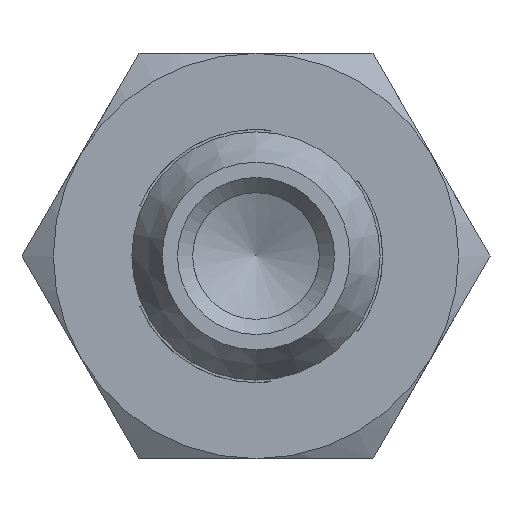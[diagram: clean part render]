
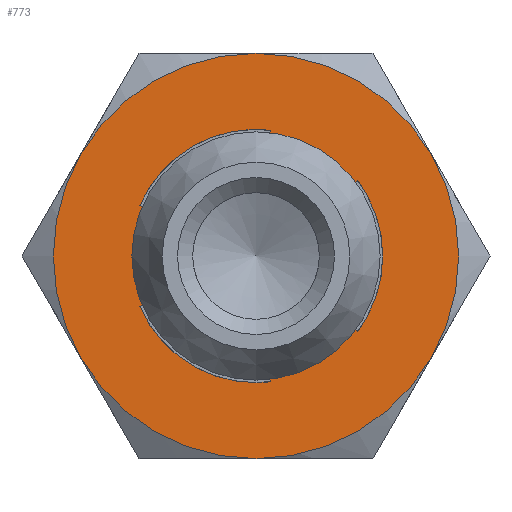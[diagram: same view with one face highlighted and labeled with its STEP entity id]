
A CAD part, front view. The second image highlights one B-rep face of the part: STEP entity #773.
In plain terms, the highlighted planar face has unit normal (0, -1, 0).
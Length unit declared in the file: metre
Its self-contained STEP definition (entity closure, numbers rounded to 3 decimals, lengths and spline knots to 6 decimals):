
#70=CIRCLE('',#828,0.00215);
#71=CIRCLE('',#830,0.00215);
#74=CIRCLE('',#839,0.0025);
#75=CIRCLE('',#840,0.00215);
#76=CIRCLE('',#841,0.0025);
#77=CIRCLE('',#842,0.0025);
#78=CIRCLE('',#843,0.004);
#147=ORIENTED_EDGE('',*,*,#290,.F.);
#148=ORIENTED_EDGE('',*,*,#264,.F.);
#149=ORIENTED_EDGE('',*,*,#291,.F.);
#150=ORIENTED_EDGE('',*,*,#292,.F.);
#151=ORIENTED_EDGE('',*,*,#293,.F.);
#152=ORIENTED_EDGE('',*,*,#286,.F.);
#153=ORIENTED_EDGE('',*,*,#275,.F.);
#154=ORIENTED_EDGE('',*,*,#282,.F.);
#155=ORIENTED_EDGE('',*,*,#294,.F.);
#156=ORIENTED_EDGE('',*,*,#280,.F.);
#157=ORIENTED_EDGE('',*,*,#278,.F.);
#158=ORIENTED_EDGE('',*,*,#284,.F.);
#159=ORIENTED_EDGE('',*,*,#295,.T.);
#264=EDGE_CURVE('',#341,#339,#401,.T.);
#275=EDGE_CURVE('',#351,#350,#70,.T.);
#278=EDGE_CURVE('',#353,#352,#71,.T.);
#280=EDGE_CURVE('',#352,#354,#411,.T.);
#282=EDGE_CURVE('',#355,#351,#413,.T.);
#284=EDGE_CURVE('',#356,#353,#415,.T.);
#286=EDGE_CURVE('',#350,#357,#417,.T.);
#290=EDGE_CURVE('',#339,#356,#74,.T.);
#291=EDGE_CURVE('',#360,#341,#75,.T.);
#292=EDGE_CURVE('',#361,#360,#419,.T.);
#293=EDGE_CURVE('',#357,#361,#76,.T.);
#294=EDGE_CURVE('',#354,#355,#77,.T.);
#295=EDGE_CURVE('',#362,#362,#78,.T.);
#339=VERTEX_POINT('',#1084);
#341=VERTEX_POINT('',#1088);
#350=VERTEX_POINT('',#1110);
#351=VERTEX_POINT('',#1112);
#352=VERTEX_POINT('',#1116);
#353=VERTEX_POINT('',#1118);
#354=VERTEX_POINT('',#1122);
#355=VERTEX_POINT('',#1126);
#356=VERTEX_POINT('',#1130);
#357=VERTEX_POINT('',#1134);
#360=VERTEX_POINT('',#1145);
#361=VERTEX_POINT('',#1147);
#362=VERTEX_POINT('',#1151);
#401=LINE('',#1089,#431);
#411=LINE('',#1123,#441);
#413=LINE('',#1127,#443);
#415=LINE('',#1131,#445);
#417=LINE('',#1135,#447);
#419=LINE('',#1146,#449);
#431=VECTOR('',#903,1.);
#441=VECTOR('',#935,1.);
#443=VECTOR('',#939,1.);
#445=VECTOR('',#943,1.);
#447=VECTOR('',#947,1.);
#449=VECTOR('',#961,1.);
#468=EDGE_LOOP('',(#147,#148,#149,#150,#151,#152,#153,#154,#155,#156,#157,
#158));
#469=EDGE_LOOP('',(#159));
#536=FACE_BOUND('',#468,.T.);
#537=FACE_BOUND('',#469,.T.);
#600=PLANE('',#838);
#773=ADVANCED_FACE('',(#536,#537),#600,.T.);
#828=AXIS2_PLACEMENT_3D('',#1113,#924,#925);
#830=AXIS2_PLACEMENT_3D('',#1119,#930,#931);
#838=AXIS2_PLACEMENT_3D('',#1142,#955,#956);
#839=AXIS2_PLACEMENT_3D('',#1143,#957,#958);
#840=AXIS2_PLACEMENT_3D('',#1144,#959,#960);
#841=AXIS2_PLACEMENT_3D('',#1148,#962,#963);
#842=AXIS2_PLACEMENT_3D('',#1149,#964,#965);
#843=AXIS2_PLACEMENT_3D('',#1150,#966,#967);
#903=DIRECTION('',(-0.917,0.,-0.4));
#924=DIRECTION('',(0.,-1.,0.));
#925=DIRECTION('',(0.866,0.,-0.5));
#930=DIRECTION('',(0.,-1.,0.));
#931=DIRECTION('',(-0.866,0.,-0.5));
#935=DIRECTION('',(0.805,0.,-0.594));
#939=DIRECTION('',(-0.805,0.,-0.594));
#943=DIRECTION('',(-0.112,0.,0.994));
#947=DIRECTION('',(0.112,0.,0.994));
#955=DIRECTION('',(0.,-1.,0.));
#956=DIRECTION('',(0.,0.,-1.));
#957=DIRECTION('',(0.,-1.,0.));
#958=DIRECTION('',(0.,0.,-1.));
#959=DIRECTION('',(0.,-1.,0.));
#960=DIRECTION('',(0.,0.,1.));
#961=DIRECTION('',(0.917,0.,-0.4));
#962=DIRECTION('',(0.,-1.,0.));
#963=DIRECTION('',(0.,0.,-1.));
#964=DIRECTION('',(0.,-1.,0.));
#965=DIRECTION('',(0.,0.,-1.));
#966=DIRECTION('',(0.,-1.,0.));
#967=DIRECTION('',(0.,0.,-1.));
#1084=CARTESIAN_POINT('',(-0.002291,0.0041,-0.001));
#1088=CARTESIAN_POINT('',(-0.001971,0.0041,-0.00086));
#1089=CARTESIAN_POINT('',(-0.002291,0.0041,-0.001));
#1110=CARTESIAN_POINT('',(0.00024,0.0041,0.002137));
#1112=CARTESIAN_POINT('',(0.00173,0.0041,0.001277));
#1113=CARTESIAN_POINT('',(0.,0.0041,0.));
#1116=CARTESIAN_POINT('',(0.00173,0.0041,-0.001277));
#1118=CARTESIAN_POINT('',(0.00024,0.0041,-0.002137));
#1119=CARTESIAN_POINT('',(0.,0.0041,0.));
#1122=CARTESIAN_POINT('',(0.002012,0.0041,-0.001484));
#1123=CARTESIAN_POINT('',(0.002012,0.0041,-0.001484));
#1126=CARTESIAN_POINT('',(0.002012,0.0041,0.001484));
#1127=CARTESIAN_POINT('',(0.002012,0.0041,0.001484));
#1130=CARTESIAN_POINT('',(0.00028,0.0041,-0.002484));
#1131=CARTESIAN_POINT('',(0.00028,0.0041,-0.002484));
#1134=CARTESIAN_POINT('',(0.00028,0.0041,0.002484));
#1135=CARTESIAN_POINT('',(0.00028,0.0041,0.002484));
#1142=CARTESIAN_POINT('',(0.0025,0.0041,0.));
#1143=CARTESIAN_POINT('',(0.,0.0041,0.));
#1144=CARTESIAN_POINT('',(0.,0.0041,0.));
#1145=CARTESIAN_POINT('',(-0.001971,0.0041,0.00086));
#1146=CARTESIAN_POINT('',(-0.002291,0.0041,0.001));
#1147=CARTESIAN_POINT('',(-0.002291,0.0041,0.001));
#1148=CARTESIAN_POINT('',(0.,0.0041,0.));
#1149=CARTESIAN_POINT('',(0.,0.0041,0.));
#1150=CARTESIAN_POINT('',(0.,0.0041,0.));
#1151=CARTESIAN_POINT('',(0.,0.0041,-0.004));
